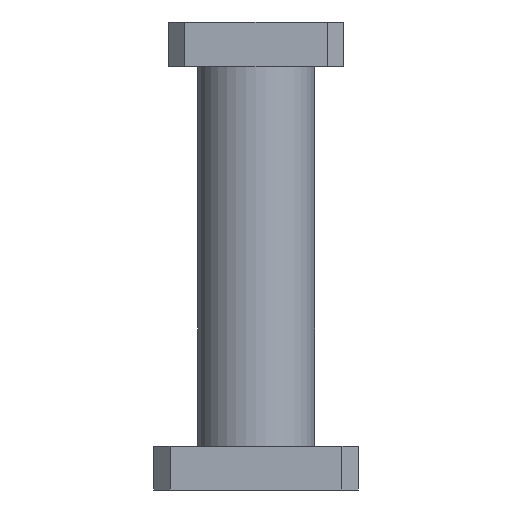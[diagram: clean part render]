
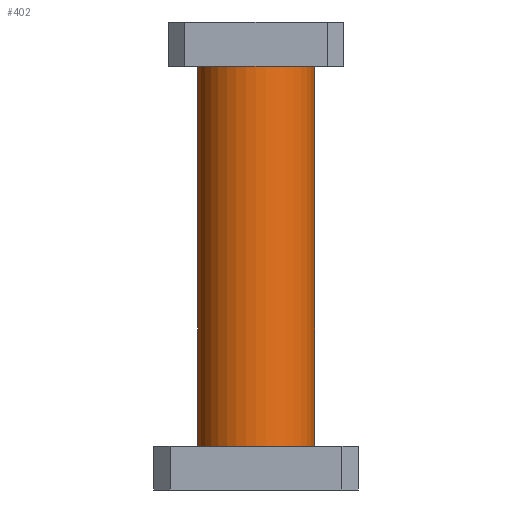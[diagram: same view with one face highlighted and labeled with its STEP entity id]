
A CAD part, front view. The second image highlights one B-rep face of the part: STEP entity #402.
In plain terms, the highlighted cylindrical face has radius 6.35 mm (diameter 12.7 mm), a partial arc.
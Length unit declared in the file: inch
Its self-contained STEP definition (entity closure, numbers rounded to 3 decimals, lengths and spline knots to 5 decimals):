
#73 = ORIENTED_EDGE ( 'NONE', *, *, #174, .T. ) ;
#97 = AXIS2_PLACEMENT_3D ( 'NONE', #172, #335, #1557 ) ;
#128 = DIRECTION ( 'NONE',  ( 1., 0., 0. ) ) ;
#164 = DIRECTION ( 'NONE',  ( 0., 0., 1. ) ) ;
#172 = CARTESIAN_POINT ( 'NONE',  ( 0., 0., -0.813 ) ) ;
#174 = EDGE_CURVE ( 'NONE', #842, #974, #1593, .T. ) ;
#195 = ORIENTED_EDGE ( 'NONE', *, *, #535, .F. ) ;
#203 = DIRECTION ( 'NONE',  ( 1., 0., 0. ) ) ;
#233 = CARTESIAN_POINT ( 'NONE',  ( -0.25, 0., 1. ) ) ;
#335 = DIRECTION ( 'NONE',  ( 0., 0., 1. ) ) ;
#402 = ADVANCED_FACE ( 'NONE', ( #873 ), #1248, .T. ) ;
#415 = CARTESIAN_POINT ( 'NONE',  ( 0.25, 0., 1. ) ) ;
#418 = ORIENTED_EDGE ( 'NONE', *, *, #1336, .T. ) ;
#531 = VERTEX_POINT ( 'NONE', #1456 ) ;
#535 = EDGE_CURVE ( 'NONE', #1392, #531, #1168, .T. ) ;
#545 = AXIS2_PLACEMENT_3D ( 'NONE', #745, #755, #128 ) ;
#686 = DIRECTION ( 'NONE',  ( 0., 0., 1. ) ) ;
#687 = CARTESIAN_POINT ( 'NONE',  ( -0.25, 0., -0.813 ) ) ;
#729 = EDGE_CURVE ( 'NONE', #974, #531, #1601, .T. ) ;
#745 = CARTESIAN_POINT ( 'NONE',  ( 0., 0., 0.81 ) ) ;
#755 = DIRECTION ( 'NONE',  ( 0., 0., -1. ) ) ;
#842 = VERTEX_POINT ( 'NONE', #1371 ) ;
#873 = FACE_OUTER_BOUND ( 'NONE', #1094, .T. ) ;
#930 = ORIENTED_EDGE ( 'NONE', *, *, #729, .T. ) ;
#974 = VERTEX_POINT ( 'NONE', #1567 ) ;
#980 = VECTOR ( 'NONE', #164, 39.37008 ) ;
#1070 = DIRECTION ( 'NONE',  ( 0., 0., 1. ) ) ;
#1094 = EDGE_LOOP ( 'NONE', ( #195, #418, #73, #930 ) ) ;
#1166 = CARTESIAN_POINT ( 'NONE',  ( 0., 0., 1. ) ) ;
#1168 = LINE ( 'NONE', #233, #1309 ) ;
#1248 = CYLINDRICAL_SURFACE ( 'NONE', #1509, 0.25 ) ;
#1309 = VECTOR ( 'NONE', #1070, 39.37008 ) ;
#1336 = EDGE_CURVE ( 'NONE', #1392, #842, #1423, .T. ) ;
#1371 = CARTESIAN_POINT ( 'NONE',  ( 0.25, 0., -0.813 ) ) ;
#1392 = VERTEX_POINT ( 'NONE', #687 ) ;
#1423 = CIRCLE ( 'NONE', #97, 0.25 ) ;
#1456 = CARTESIAN_POINT ( 'NONE',  ( -0.25, 0., 0.81 ) ) ;
#1509 = AXIS2_PLACEMENT_3D ( 'NONE', #1166, #686, #203 ) ;
#1557 = DIRECTION ( 'NONE',  ( 1., 0., 0. ) ) ;
#1567 = CARTESIAN_POINT ( 'NONE',  ( 0.25, 0., 0.81 ) ) ;
#1593 = LINE ( 'NONE', #415, #980 ) ;
#1601 = CIRCLE ( 'NONE', #545, 0.25 ) ;
